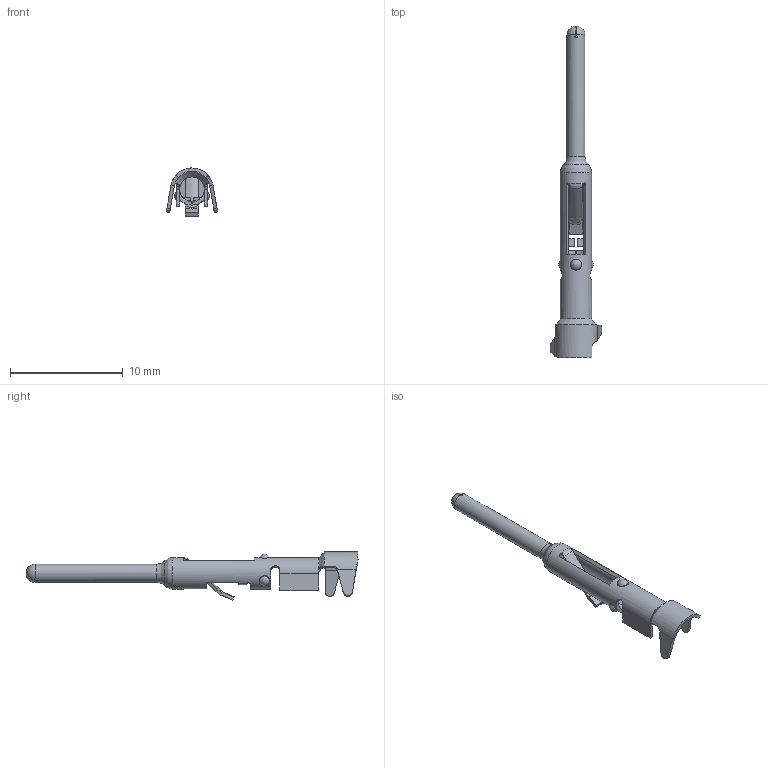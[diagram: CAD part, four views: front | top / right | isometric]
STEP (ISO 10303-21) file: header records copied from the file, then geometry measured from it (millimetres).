
FILE_DESCRIPTION(/* description */ (''),/* implementation_level */ '2;1');
FILE_NAME(/* name */ 'tn01 016 0004 xnxc001-01.stp',/* time_stamp */ '2019-07-08T18:23:04+02:00',/* author */ (''),/* organization */ (''),/* preprocessor_version */ 'ST-DEVELOPER v16.7',/* originating_system */ 'SIEMENS PLM Software NX 12.0',/* authorisation */ '');
FILE_SCHEMA (('AUTOMOTIVE_DESIGN { 1 0 10303 214 3 1 1 1 }'));
Length unit declared in the file: millimetre
Products named in the file (1): tn01 016 0004 xnxc001-01
Bounding box: 4.56 x 29.5 x 4.28 mm (x, y, z)
Volume: 63 mm3; surface area: 301.6 mm2
Topology: 1 solids, 2 shells, 135 faces, 358 edges, 227 vertices
Faces by surface type: plane 59, bspline 42, cylinder 18, sphere 8, cone 6, revolution 1, torus 1
Entity records: 5609 total; most frequent: CARTESIAN_POINT 2699, ORIENTED_EDGE 708, DIRECTION 421, EDGE_CURVE 354, VERTEX_POINT 228, B_SPLINE_CURVE_WITH_KNOTS 162, EDGE_LOOP 141, LINE 140
